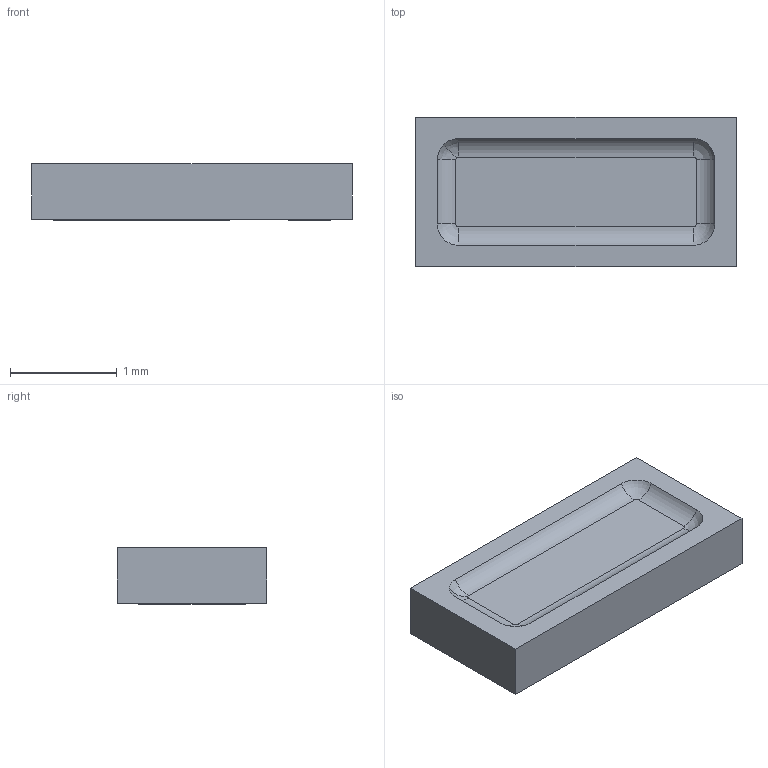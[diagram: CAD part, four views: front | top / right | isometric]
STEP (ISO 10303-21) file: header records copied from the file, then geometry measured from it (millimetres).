
FILE_DESCRIPTION(('HOOPS Exchange Step'),'2;1');
FILE_NAME('export-55070261-7ED9-4D6D-8F12-2711A72E89BC.stp','2022-12-24T17:17:20+16:00',('Daxxn'),('Alibre'),'HOOPS Exchange 2022.0','Alibre','Unknown authorisation');
FILE_SCHEMA( ('AP242_MANAGED_MODEL_BASED_3D_ENGINEERING_MIM_LF {1 0 10303 442 1 1 4 }') );
Length unit declared in the file: centimetre
Products named in the file (1): Luminus-MP3014
Bounding box: 3 x 1.4 x 0.53 mm (x, y, z)
Volume: 2 mm3; surface area: 13.3 mm2
Topology: 1 solids, 1 shells, 26 faces, 63 edges, 42 vertices
Faces by surface type: plane 17, torus 5, cylinder 4
Entity records: 826 total; most frequent: DIRECTION 138, CARTESIAN_POINT 133, ORIENTED_EDGE 126, EDGE_CURVE 63, AXIS2_PLACEMENT_3D 47, VECTOR 44, LINE 44, VERTEX_POINT 42
